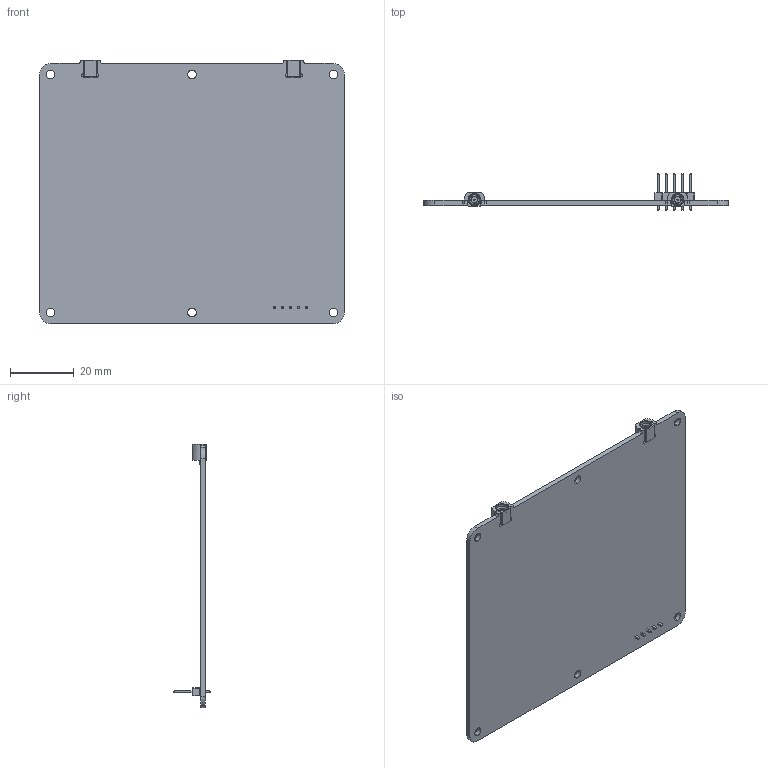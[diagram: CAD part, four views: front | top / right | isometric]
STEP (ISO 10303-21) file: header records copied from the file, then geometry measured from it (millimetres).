
FILE_DESCRIPTION (( 'STEP AP214' ), '1' );
FILE_NAME ('RTR Lobachevskiy.STEP', '2024-09-18T14:45:33', ( '' ), ( '' ), 'SwSTEP 2.0', 'SolidWorks 2022', '' );
FILE_SCHEMA (( 'AUTOMOTIVE_DESIGN' ));
Length unit declared in the file: millimetre
Products named in the file (5): 0734153591__CMP-016-0023-6^RTR Lobachevskiy_-00; RTR Lobachevskiy; PLS-05^RTR Lobachevskiy; RTR board^RTR Lobachevskiy_Общая +; 0734153591_CMP-016-0023-6^RTR Lobachevskiy_-00
Assembly tree (4 placements, depth 2):
  RTR Lobachevskiy
    RTR board^RTR Lobachevskiy_Общая +
    0734153591_CMP-016-0023-6^RTR Lobachevskiy_-00
    0734153591__CMP-016-0023-6^RTR Lobachevskiy_-00
    PLS-05^RTR Lobachevskiy
Bounding box: 96 x 11.5 x 83 mm (x, y, z)
Volume: 11950.1 mm3; surface area: 16915.1 mm2
Topology: 9 solids, 11 shells, 300 faces, 732 edges, 464 vertices
Faces by surface type: plane 176, cylinder 100, cone 16, torus 4, bspline 4
Entity records: 9071 total; most frequent: CARTESIAN_POINT 1575, DIRECTION 1558, ORIENTED_EDGE 1464, EDGE_CURVE 732, AXIS2_PLACEMENT_3D 527, VECTOR 504, LINE 504, VERTEX_POINT 464
